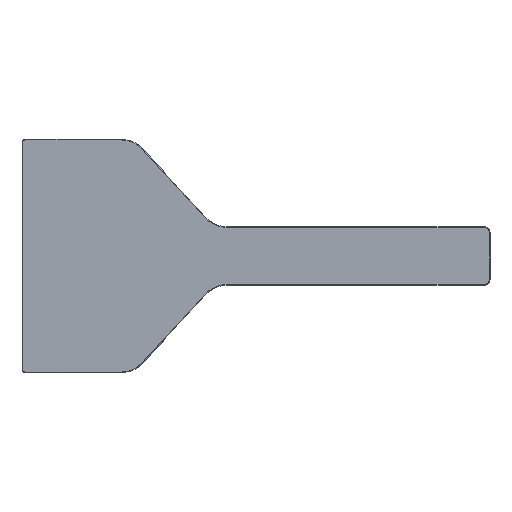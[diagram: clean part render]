
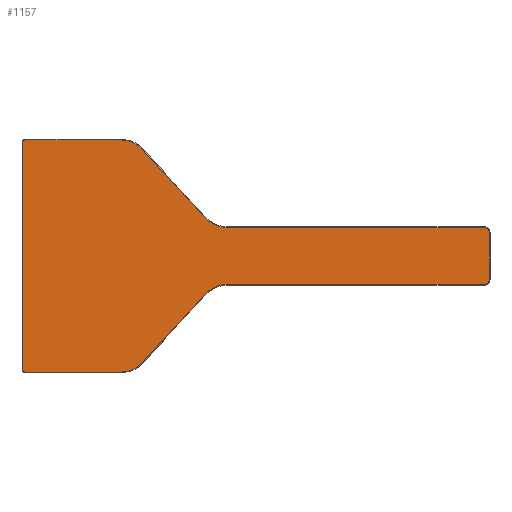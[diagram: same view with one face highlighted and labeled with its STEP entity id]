
A CAD part, top view. The second image highlights one B-rep face of the part: STEP entity #1157.
In plain terms, the highlighted planar face has unit normal (0, 0, 1).
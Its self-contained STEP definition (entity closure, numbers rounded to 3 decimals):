
#9 = DIRECTION ( 'NONE',  ( 1., 0., 0. ) ) ;
#15 = VERTEX_POINT ( 'NONE', #103 ) ;
#16 = DIRECTION ( 'NONE',  ( -1., 0., 0. ) ) ;
#39 = ORIENTED_EDGE ( 'NONE', *, *, #1335, .T. ) ;
#42 = VERTEX_POINT ( 'NONE', #252 ) ;
#48 = CARTESIAN_POINT ( 'NONE',  ( 62.882, 46.906, 10. ) ) ;
#67 = VECTOR ( 'NONE', #9, 1000. ) ;
#69 = AXIS2_PLACEMENT_3D ( 'NONE', #626, #465, #16 ) ;
#76 = CARTESIAN_POINT ( 'NONE',  ( 62.882, 73.094, 10. ) ) ;
#78 = DIRECTION ( 'NONE',  ( 0., 0., 1. ) ) ;
#90 = ORIENTED_EDGE ( 'NONE', *, *, #1943, .T. ) ;
#102 = AXIS2_PLACEMENT_3D ( 'NONE', #1050, #1358, #142 ) ;
#103 = CARTESIAN_POINT ( 'NONE',  ( 160.3, 52., 10. ) ) ;
#106 = DIRECTION ( 'NONE',  ( 0., 0., 1. ) ) ;
#119 = EDGE_CURVE ( 'NONE', #1624, #42, #763, .T. ) ;
#142 = DIRECTION ( 'NONE',  ( -1., 0., 0. ) ) ;
#157 = DIRECTION ( 'NONE',  ( 0., 0., 1. ) ) ;
#164 = CARTESIAN_POINT ( 'NONE',  ( 160.3, 68., 10. ) ) ;
#165 = EDGE_CURVE ( 'NONE', #42, #15, #1267, .T. ) ;
#181 = CARTESIAN_POINT ( 'NONE',  ( 41.224, 96.635, 10. ) ) ;
#190 = VECTOR ( 'NONE', #198, 1000. ) ;
#198 = DIRECTION ( 'NONE',  ( -0.677, 0.736, 0. ) ) ;
#203 = LINE ( 'NONE', #1700, #67 ) ;
#242 = EDGE_CURVE ( 'NONE', #1980, #830, #1079, .T. ) ;
#252 = CARTESIAN_POINT ( 'NONE',  ( 158.5, 50.2, 10. ) ) ;
#273 = CARTESIAN_POINT ( 'NONE',  ( 160.3, 0., 10. ) ) ;
#298 = CARTESIAN_POINT ( 'NONE',  ( 0.2, 21., 10. ) ) ;
#299 = ORIENTED_EDGE ( 'NONE', *, *, #704, .T. ) ;
#314 = CARTESIAN_POINT ( 'NONE',  ( 34.012, 30., 10. ) ) ;
#315 = ORIENTED_EDGE ( 'NONE', *, *, #1261, .T. ) ;
#352 = VERTEX_POINT ( 'NONE', #1565 ) ;
#361 = EDGE_CURVE ( 'NONE', #528, #1733, #1659, .T. ) ;
#362 = ORIENTED_EDGE ( 'NONE', *, *, #1461, .T. ) ;
#368 = LINE ( 'NONE', #181, #190 ) ;
#378 = CARTESIAN_POINT ( 'NONE',  ( 0., 69.8, 10. ) ) ;
#395 = DIRECTION ( 'NONE',  ( -1., 0., 0. ) ) ;
#400 = EDGE_CURVE ( 'NONE', #1606, #528, #203, .T. ) ;
#416 = VECTOR ( 'NONE', #1117, 1000. ) ;
#418 = CARTESIAN_POINT ( 'NONE',  ( 0., 50.2, 10. ) ) ;
#425 = DIRECTION ( 'NONE',  ( 0., 0., 1. ) ) ;
#427 = VERTEX_POINT ( 'NONE', #164 ) ;
#465 = DIRECTION ( 'NONE',  ( 0., 0., -1. ) ) ;
#506 = CARTESIAN_POINT ( 'NONE',  ( 70.388, 69.8, 10. ) ) ;
#528 = VERTEX_POINT ( 'NONE', #1729 ) ;
#581 = VECTOR ( 'NONE', #1039, 1000. ) ;
#582 = ORIENTED_EDGE ( 'NONE', *, *, #1638, .T. ) ;
#615 = LINE ( 'NONE', #48, #416 ) ;
#626 = CARTESIAN_POINT ( 'NONE',  ( 70.388, 80., 10. ) ) ;
#628 = CIRCLE ( 'NONE', #69, 10.2 ) ;
#660 = VERTEX_POINT ( 'NONE', #76 ) ;
#666 = CIRCLE ( 'NONE', #1753, 0.8 ) ;
#680 = VERTEX_POINT ( 'NONE', #1310 ) ;
#702 = AXIS2_PLACEMENT_3D ( 'NONE', #314, #157, #1564 ) ;
#704 = EDGE_CURVE ( 'NONE', #830, #680, #666, .T. ) ;
#742 = ORIENTED_EDGE ( 'NONE', *, *, #242, .T. ) ;
#762 = ORIENTED_EDGE ( 'NONE', *, *, #119, .T. ) ;
#763 = LINE ( 'NONE', #418, #581 ) ;
#775 = DIRECTION ( 'NONE',  ( -1., 0., 0. ) ) ;
#820 = DIRECTION ( 'NONE',  ( -1., 0., 0. ) ) ;
#822 = CARTESIAN_POINT ( 'NONE',  ( 0.2, 0., 10. ) ) ;
#823 = VECTOR ( 'NONE', #854, 1000. ) ;
#829 = PLANE ( 'NONE',  #1656 ) ;
#830 = VERTEX_POINT ( 'NONE', #1804 ) ;
#847 = ORIENTED_EDGE ( 'NONE', *, *, #1580, .T. ) ;
#854 = DIRECTION ( 'NONE',  ( -1., 0., 0. ) ) ;
#859 = ORIENTED_EDGE ( 'NONE', *, *, #400, .T. ) ;
#882 = DIRECTION ( 'NONE',  ( -1., 0., 0. ) ) ;
#899 = EDGE_LOOP ( 'NONE', ( #582, #742, #299, #362, #315, #859, #1889, #1937, #1831, #762, #1438, #1132, #847, #39, #1337, #90 ) ) ;
#918 = LINE ( 'NONE', #822, #1188 ) ;
#958 = VERTEX_POINT ( 'NONE', #298 ) ;
#980 = DIRECTION ( 'NONE',  ( 0., -1., 0. ) ) ;
#984 = EDGE_CURVE ( 'NONE', #1854, #660, #628, .T. ) ;
#1021 = DIRECTION ( 'NONE',  ( -1., 0., 0. ) ) ;
#1025 = DIRECTION ( 'NONE',  ( -1., 0., 0. ) ) ;
#1039 = DIRECTION ( 'NONE',  ( 1., 0., 0. ) ) ;
#1046 = CARTESIAN_POINT ( 'NONE',  ( 41.224, 96.635, 10. ) ) ;
#1050 = CARTESIAN_POINT ( 'NONE',  ( 34.012, 90., 10. ) ) ;
#1069 = CARTESIAN_POINT ( 'NONE',  ( 0., 99.8, 10. ) ) ;
#1070 = AXIS2_PLACEMENT_3D ( 'NONE', #1543, #1382, #775 ) ;
#1079 = LINE ( 'NONE', #1069, #1291 ) ;
#1083 = EDGE_CURVE ( 'NONE', #352, #1624, #1480, .T. ) ;
#1117 = DIRECTION ( 'NONE',  ( 0.677, 0.736, 0. ) ) ;
#1132 = ORIENTED_EDGE ( 'NONE', *, *, #1586, .T. ) ;
#1157 = ADVANCED_FACE ( 'NONE', ( #1697 ), #829, .F. ) ;
#1158 = CARTESIAN_POINT ( 'NONE',  ( 158.5, 69.8, 10. ) ) ;
#1159 = DIRECTION ( 'NONE',  ( 0., 0., 1. ) ) ;
#1188 = VECTOR ( 'NONE', #980, 1000. ) ;
#1252 = CARTESIAN_POINT ( 'NONE',  ( 41.224, 23.365, 10. ) ) ;
#1261 = EDGE_CURVE ( 'NONE', #958, #1606, #1401, .T. ) ;
#1267 = CIRCLE ( 'NONE', #1525, 1.8 ) ;
#1275 = CARTESIAN_POINT ( 'NONE',  ( 0., 0., 10. ) ) ;
#1278 = LINE ( 'NONE', #273, #1747 ) ;
#1291 = VECTOR ( 'NONE', #1688, 1000. ) ;
#1301 = CARTESIAN_POINT ( 'NONE',  ( 1., 21., 10. ) ) ;
#1310 = CARTESIAN_POINT ( 'NONE',  ( 0.2, 99., 10. ) ) ;
#1335 = EDGE_CURVE ( 'NONE', #1384, #1854, #1425, .T. ) ;
#1337 = ORIENTED_EDGE ( 'NONE', *, *, #984, .T. ) ;
#1346 = DIRECTION ( 'NONE',  ( 0., 1., 0. ) ) ;
#1347 = CARTESIAN_POINT ( 'NONE',  ( 158.5, 52., 10. ) ) ;
#1358 = DIRECTION ( 'NONE',  ( 0., 0., 1. ) ) ;
#1382 = DIRECTION ( 'NONE',  ( 0., 0., -1. ) ) ;
#1384 = VERTEX_POINT ( 'NONE', #1158 ) ;
#1387 = CARTESIAN_POINT ( 'NONE',  ( 34.012, 99.8, 10. ) ) ;
#1401 = CIRCLE ( 'NONE', #1983, 0.8 ) ;
#1425 = LINE ( 'NONE', #378, #823 ) ;
#1438 = ORIENTED_EDGE ( 'NONE', *, *, #165, .T. ) ;
#1461 = EDGE_CURVE ( 'NONE', #680, #958, #918, .T. ) ;
#1472 = CARTESIAN_POINT ( 'NONE',  ( 1., 99., 10. ) ) ;
#1480 = CIRCLE ( 'NONE', #1070, 10.2 ) ;
#1481 = CIRCLE ( 'NONE', #102, 9.8 ) ;
#1524 = CARTESIAN_POINT ( 'NONE',  ( 70.388, 50.2, 10. ) ) ;
#1525 = AXIS2_PLACEMENT_3D ( 'NONE', #1347, #425, #1025 ) ;
#1543 = CARTESIAN_POINT ( 'NONE',  ( 70.388, 40., 10. ) ) ;
#1564 = DIRECTION ( 'NONE',  ( -1., 0., 0. ) ) ;
#1565 = CARTESIAN_POINT ( 'NONE',  ( 62.882, 46.906, 10. ) ) ;
#1580 = EDGE_CURVE ( 'NONE', #427, #1384, #1692, .T. ) ;
#1586 = EDGE_CURVE ( 'NONE', #15, #427, #1278, .T. ) ;
#1588 = VERTEX_POINT ( 'NONE', #1046 ) ;
#1606 = VERTEX_POINT ( 'NONE', #1961 ) ;
#1624 = VERTEX_POINT ( 'NONE', #1524 ) ;
#1638 = EDGE_CURVE ( 'NONE', #1588, #1980, #1481, .T. ) ;
#1644 = AXIS2_PLACEMENT_3D ( 'NONE', #1809, #106, #882 ) ;
#1656 = AXIS2_PLACEMENT_3D ( 'NONE', #1275, #1761, #820 ) ;
#1659 = CIRCLE ( 'NONE', #702, 9.8 ) ;
#1688 = DIRECTION ( 'NONE',  ( -1., 0., 0. ) ) ;
#1692 = CIRCLE ( 'NONE', #1644, 1.8 ) ;
#1697 = FACE_OUTER_BOUND ( 'NONE', #899, .T. ) ;
#1700 = CARTESIAN_POINT ( 'NONE',  ( 0., 20.2, 10. ) ) ;
#1729 = CARTESIAN_POINT ( 'NONE',  ( 34.012, 20.2, 10. ) ) ;
#1733 = VERTEX_POINT ( 'NONE', #1252 ) ;
#1747 = VECTOR ( 'NONE', #1346, 1000. ) ;
#1753 = AXIS2_PLACEMENT_3D ( 'NONE', #1472, #1159, #395 ) ;
#1761 = DIRECTION ( 'NONE',  ( 0., 0., -1. ) ) ;
#1804 = CARTESIAN_POINT ( 'NONE',  ( 1., 99.8, 10. ) ) ;
#1809 = CARTESIAN_POINT ( 'NONE',  ( 158.5, 68., 10. ) ) ;
#1831 = ORIENTED_EDGE ( 'NONE', *, *, #1083, .T. ) ;
#1854 = VERTEX_POINT ( 'NONE', #506 ) ;
#1889 = ORIENTED_EDGE ( 'NONE', *, *, #361, .T. ) ;
#1903 = EDGE_CURVE ( 'NONE', #1733, #352, #615, .T. ) ;
#1937 = ORIENTED_EDGE ( 'NONE', *, *, #1903, .T. ) ;
#1943 = EDGE_CURVE ( 'NONE', #660, #1588, #368, .T. ) ;
#1961 = CARTESIAN_POINT ( 'NONE',  ( 1., 20.2, 10. ) ) ;
#1980 = VERTEX_POINT ( 'NONE', #1387 ) ;
#1983 = AXIS2_PLACEMENT_3D ( 'NONE', #1301, #78, #1021 ) ;
